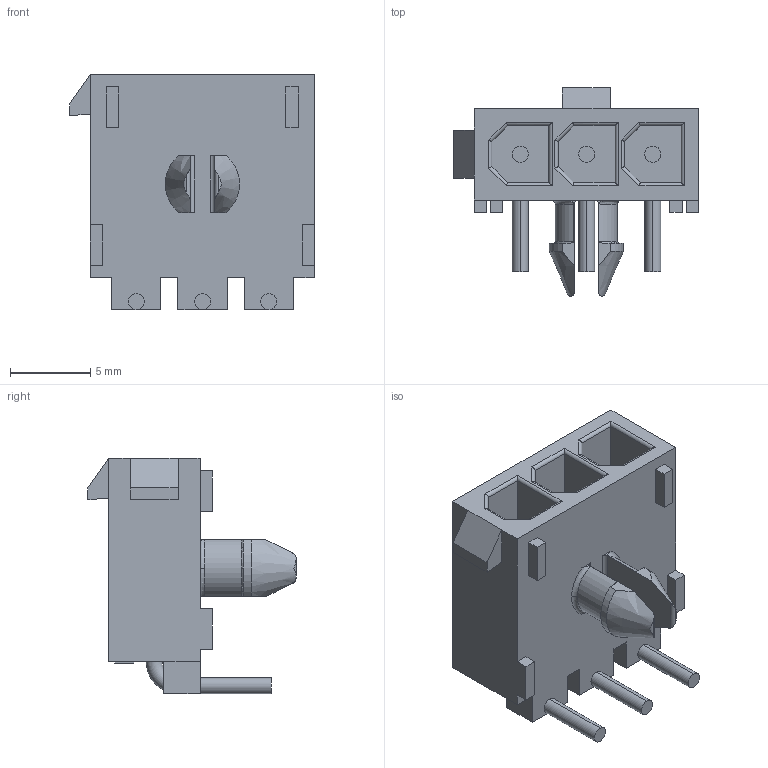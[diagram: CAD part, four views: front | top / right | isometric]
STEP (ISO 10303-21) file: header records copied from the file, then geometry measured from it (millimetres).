
FILE_DESCRIPTION(('STEP AP242'),'1');
FILE_NAME('1-770967-0.stp','2022-08-08T17:58:42',('TraceParts'),('TraceParts S.A.'),'Spatial InterOp 3D',' ',' ');
FILE_SCHEMA(('AP242_MANAGED_MODEL_BASED_3D_ENGINEERING_MIM_LF {1 0 10303 442 1 1 4}'));
Length unit declared in the file: millimetre
Products named in the file (1): 1-770967-0
Bounding box: 15.29 x 13 x 14.71 mm (x, y, z)
Volume: 808.8 mm3; surface area: 1340.1 mm2
Topology: 1 solids, 1 shells, 145 faces, 367 edges, 238 vertices
Faces by surface type: plane 89, cylinder 40, torus 14, cone 2
Entity records: 4707 total; most frequent: CARTESIAN_POINT 1222, ORIENTED_EDGE 734, DIRECTION 675, EDGE_CURVE 367, LINE 255, VECTOR 255, VERTEX_POINT 238, AXIS2_PLACEMENT_3D 210
